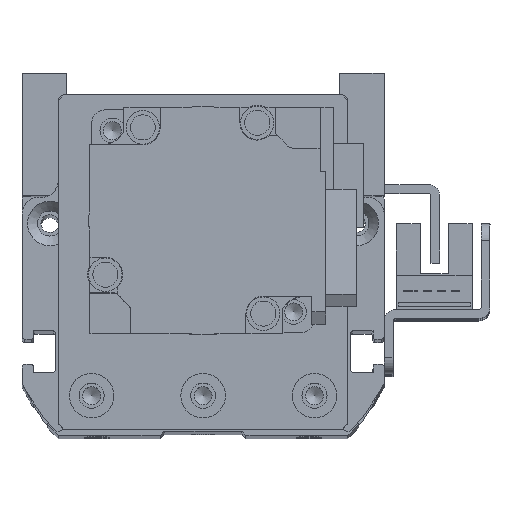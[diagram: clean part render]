
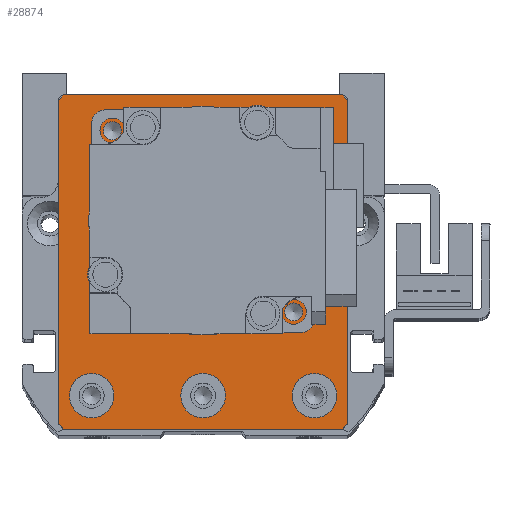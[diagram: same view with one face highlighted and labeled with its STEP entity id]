
A CAD part, top view. The second image highlights one B-rep face of the part: STEP entity #28874.
In plain terms, the highlighted planar face has unit normal (0, 0, 1).
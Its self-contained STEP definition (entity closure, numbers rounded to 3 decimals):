
#1330=FACE_BOUND('',#6245,.T.);
#1331=FACE_BOUND('',#6246,.T.);
#1332=FACE_BOUND('',#6247,.T.);
#1333=FACE_BOUND('',#6248,.T.);
#1334=FACE_BOUND('',#6249,.T.);
#1335=FACE_BOUND('',#6250,.T.);
#1336=FACE_BOUND('',#6251,.T.);
#1337=FACE_BOUND('',#6252,.T.);
#2058=PLANE('',#32408);
#4239=FACE_OUTER_BOUND('',#6244,.T.);
#6244=EDGE_LOOP('',(#27068,#27069,#27070,#27071,#27072,#27073,#27074,#27075));
#6245=EDGE_LOOP('',(#27076));
#6246=EDGE_LOOP('',(#27077));
#6247=EDGE_LOOP('',(#27078));
#6248=EDGE_LOOP('',(#27079));
#6249=EDGE_LOOP('',(#27080));
#6250=EDGE_LOOP('',(#27081));
#6251=EDGE_LOOP('',(#27082));
#6252=EDGE_LOOP('',(#27083));
#8454=LINE('',#51424,#10699);
#8460=LINE('',#51435,#10705);
#8467=LINE('',#51462,#10712);
#8470=LINE('',#51467,#10715);
#8471=LINE('',#51470,#10716);
#8474=LINE('',#51475,#10719);
#8475=LINE('',#51478,#10720);
#8497=LINE('',#51575,#10742);
#10699=VECTOR('',#40939,10.);
#10705=VECTOR('',#40947,10.);
#10712=VECTOR('',#40970,10.);
#10715=VECTOR('',#40975,10.);
#10716=VECTOR('',#40978,10.);
#10719=VECTOR('',#40983,10.);
#10720=VECTOR('',#40986,10.);
#10742=VECTOR('',#41102,10.);
#12309=CIRCLE('',#32371,4.);
#12312=CIRCLE('',#32377,4.);
#12315=CIRCLE('',#32383,4.);
#12317=CIRCLE('',#32388,1.621);
#12319=CIRCLE('',#32392,1.621);
#12321=CIRCLE('',#32396,1.621);
#12323=CIRCLE('',#32400,1.621);
#12326=CIRCLE('',#32406,15.);
#14929=VERTEX_POINT('',#51422);
#14930=VERTEX_POINT('',#51423);
#14934=VERTEX_POINT('',#51433);
#14946=VERTEX_POINT('',#51461);
#14947=VERTEX_POINT('',#51465);
#14948=VERTEX_POINT('',#51469);
#14949=VERTEX_POINT('',#51473);
#14950=VERTEX_POINT('',#51477);
#14957=VERTEX_POINT('',#51500);
#14960=VERTEX_POINT('',#51511);
#14963=VERTEX_POINT('',#51522);
#14966=VERTEX_POINT('',#51533);
#14969=VERTEX_POINT('',#51542);
#14972=VERTEX_POINT('',#51551);
#14975=VERTEX_POINT('',#51560);
#14978=VERTEX_POINT('',#51571);
#18942=EDGE_CURVE('',#14929,#14930,#8454,.T.);
#18948=EDGE_CURVE('',#14929,#14934,#8460,.T.);
#18961=EDGE_CURVE('',#14946,#14934,#8467,.T.);
#18964=EDGE_CURVE('',#14946,#14947,#8470,.T.);
#18965=EDGE_CURVE('',#14948,#14947,#8471,.T.);
#18968=EDGE_CURVE('',#14948,#14949,#8474,.T.);
#18969=EDGE_CURVE('',#14950,#14949,#8475,.T.);
#18979=EDGE_CURVE('',#14957,#14957,#12309,.T.);
#18984=EDGE_CURVE('',#14960,#14960,#12312,.T.);
#18989=EDGE_CURVE('',#14963,#14963,#12315,.T.);
#18994=EDGE_CURVE('',#14966,#14966,#12317,.T.);
#18998=EDGE_CURVE('',#14969,#14969,#12319,.T.);
#19002=EDGE_CURVE('',#14972,#14972,#12321,.T.);
#19006=EDGE_CURVE('',#14975,#14975,#12323,.T.);
#19012=EDGE_CURVE('',#14978,#14978,#12326,.T.);
#19013=EDGE_CURVE('',#14950,#14930,#8497,.T.);
#27068=ORIENTED_EDGE('',*,*,#18942,.F.);
#27069=ORIENTED_EDGE('',*,*,#18948,.T.);
#27070=ORIENTED_EDGE('',*,*,#18961,.F.);
#27071=ORIENTED_EDGE('',*,*,#18964,.T.);
#27072=ORIENTED_EDGE('',*,*,#18965,.F.);
#27073=ORIENTED_EDGE('',*,*,#18968,.T.);
#27074=ORIENTED_EDGE('',*,*,#18969,.F.);
#27075=ORIENTED_EDGE('',*,*,#19013,.T.);
#27076=ORIENTED_EDGE('',*,*,#18979,.T.);
#27077=ORIENTED_EDGE('',*,*,#18984,.T.);
#27078=ORIENTED_EDGE('',*,*,#18989,.T.);
#27079=ORIENTED_EDGE('',*,*,#18994,.T.);
#27080=ORIENTED_EDGE('',*,*,#18998,.T.);
#27081=ORIENTED_EDGE('',*,*,#19002,.T.);
#27082=ORIENTED_EDGE('',*,*,#19006,.T.);
#27083=ORIENTED_EDGE('',*,*,#19012,.T.);
#28874=ADVANCED_FACE('',(#4239,#1330,#1331,#1332,#1333,#1334,#1335,#1336,
#1337),#2058,.T.);
#32371=AXIS2_PLACEMENT_3D('',#51501,#41012,#41013);
#32377=AXIS2_PLACEMENT_3D('',#51512,#41026,#41027);
#32383=AXIS2_PLACEMENT_3D('',#51523,#41040,#41041);
#32388=AXIS2_PLACEMENT_3D('',#51534,#41053,#41054);
#32392=AXIS2_PLACEMENT_3D('',#51543,#41063,#41064);
#32396=AXIS2_PLACEMENT_3D('',#51552,#41073,#41074);
#32400=AXIS2_PLACEMENT_3D('',#51561,#41083,#41084);
#32406=AXIS2_PLACEMENT_3D('',#51573,#41098,#41099);
#32408=AXIS2_PLACEMENT_3D('',#51576,#41103,#41104);
#40939=DIRECTION('',(0.707,0.707,0.));
#40947=DIRECTION('',(0.,-1.,0.));
#40970=DIRECTION('',(-0.707,0.707,0.));
#40975=DIRECTION('',(1.,0.,0.));
#40978=DIRECTION('',(-0.707,-0.707,0.));
#40983=DIRECTION('',(0.,1.,0.));
#40986=DIRECTION('',(0.707,-0.707,0.));
#41012=DIRECTION('center_axis',(0.,0.,-1.));
#41013=DIRECTION('ref_axis',(1.,0.,0.));
#41026=DIRECTION('center_axis',(0.,0.,-1.));
#41027=DIRECTION('ref_axis',(1.,0.,0.));
#41040=DIRECTION('center_axis',(0.,0.,-1.));
#41041=DIRECTION('ref_axis',(1.,0.,0.));
#41053=DIRECTION('center_axis',(0.,0.,-1.));
#41054=DIRECTION('ref_axis',(1.,0.,0.));
#41063=DIRECTION('center_axis',(0.,0.,-1.));
#41064=DIRECTION('ref_axis',(1.,0.,0.));
#41073=DIRECTION('center_axis',(0.,0.,-1.));
#41074=DIRECTION('ref_axis',(1.,0.,0.));
#41083=DIRECTION('center_axis',(0.,0.,-1.));
#41084=DIRECTION('ref_axis',(1.,0.,0.));
#41098=DIRECTION('center_axis',(0.,0.,-1.));
#41099=DIRECTION('ref_axis',(-1.,0.,0.));
#41102=DIRECTION('',(-1.,0.,0.));
#41103=DIRECTION('center_axis',(0.,0.,1.));
#41104=DIRECTION('ref_axis',(1.,0.,0.));
#51422=CARTESIAN_POINT('',(-26.,29.,12.5));
#51423=CARTESIAN_POINT('',(-25.,30.,12.5));
#51424=CARTESIAN_POINT('',(-26.5,28.5,12.5));
#51433=CARTESIAN_POINT('',(-26.,-29.,12.5));
#51435=CARTESIAN_POINT('',(-26.,30.,12.5));
#51461=CARTESIAN_POINT('',(-25.,-30.,12.5));
#51462=CARTESIAN_POINT('',(-26.5,-28.5,12.5));
#51465=CARTESIAN_POINT('',(25.,-30.,12.5));
#51467=CARTESIAN_POINT('',(-26.,-30.,12.5));
#51469=CARTESIAN_POINT('',(26.,-29.,12.5));
#51470=CARTESIAN_POINT('',(26.5,-28.5,12.5));
#51473=CARTESIAN_POINT('',(26.,29.,12.5));
#51475=CARTESIAN_POINT('',(26.,-30.,12.5));
#51477=CARTESIAN_POINT('',(25.,30.,12.5));
#51478=CARTESIAN_POINT('',(26.5,28.5,12.5));
#51500=CARTESIAN_POINT('',(16.,-24.,12.5));
#51501=CARTESIAN_POINT('Origin',(20.,-24.,12.5));
#51511=CARTESIAN_POINT('',(-24.,-24.,12.5));
#51512=CARTESIAN_POINT('Origin',(-20.,-24.,12.5));
#51522=CARTESIAN_POINT('',(-4.,-24.,12.5));
#51523=CARTESIAN_POINT('Origin',(0.,-24.,12.5));
#51533=CARTESIAN_POINT('',(14.642,-8.963,12.5));
#51534=CARTESIAN_POINT('Origin',(16.263,-8.963,12.5));
#51542=CARTESIAN_POINT('',(-17.884,23.563,12.5));
#51543=CARTESIAN_POINT('Origin',(-16.263,23.563,12.5));
#51551=CARTESIAN_POINT('',(14.642,23.563,12.5));
#51552=CARTESIAN_POINT('Origin',(16.263,23.563,12.5));
#51560=CARTESIAN_POINT('',(-17.884,-8.963,12.5));
#51561=CARTESIAN_POINT('Origin',(-16.263,-8.963,12.5));
#51571=CARTESIAN_POINT('',(15.,7.3,12.5));
#51573=CARTESIAN_POINT('Origin',(0.,7.3,12.5));
#51575=CARTESIAN_POINT('',(26.,30.,12.5));
#51576=CARTESIAN_POINT('Origin',(0.,0.,12.5));
